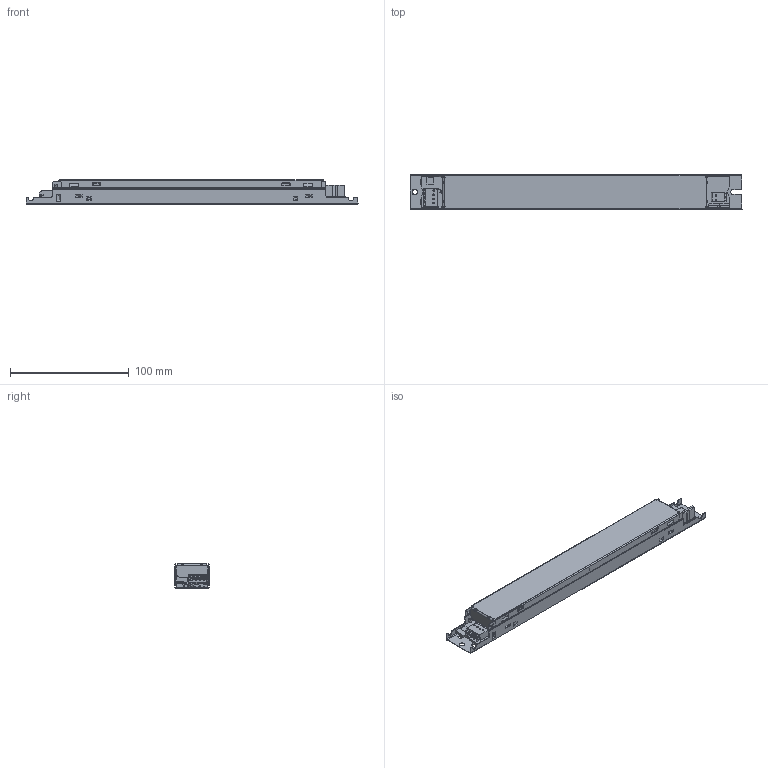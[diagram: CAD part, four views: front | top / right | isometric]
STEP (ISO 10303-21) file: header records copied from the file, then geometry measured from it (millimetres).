
FILE_DESCRIPTION(/* description */ (''),/* implementation_level */ '2;1');
FILE_NAME(/* name */ '280mm-assmbly-20151005.stp',/* time_stamp */ '2016-03-03T16:46:49+08:00',/* author */ ('310079203'),/* organization */ (''),/* preprocessor_version */ 'ST-DEVELOPER v15.2',/* originating_system */ 'Autodesk Inventor 2014',/* authorisation */ '');
FILE_SCHEMA (('AUTOMOTIVE_DESIGN { 1 0 10303 214 3 1 1 }'));
Products named in the file (1): 280mm-assmbly-20151005
Bounding box: 280 x 29.4 x 20.6 mm (x, y, z)
Volume: 103827.5 mm3; surface area: 67444.4 mm2
Topology: 2 solids, 73 shells, 1540 faces, 3909 edges, 2473 vertices
Faces by surface type: plane 870, cylinder 479, bspline 94, torus 55, cone 28, sphere 14
Full cylindrical faces by diameter (mm): 0.75 x2, 0.8 x2, 0.9 x14, 1 x2, 1.05 x10, 1.1 x20, 1.2 x14, 1.3 x13, 1.6 x1, 2.5 x6, 3 x6
Entity records: 50906 total; most frequent: CARTESIAN_POINT 12426, DIRECTION 7647, ORIENTED_EDGE 7482, EDGE_CURVE 3741, AXIS2_PLACEMENT_3D 2603, VERTEX_POINT 2444, LINE 2441, VECTOR 2441
